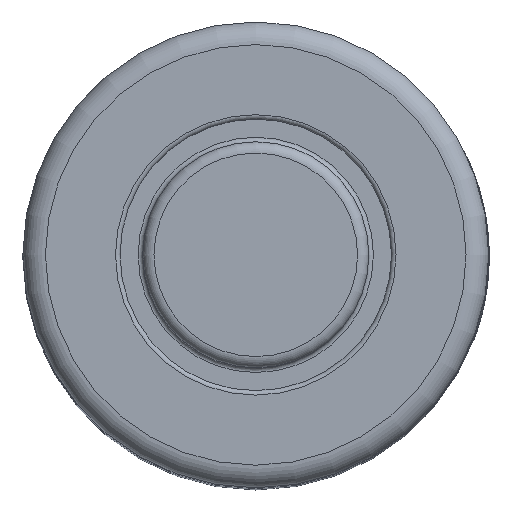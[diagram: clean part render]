
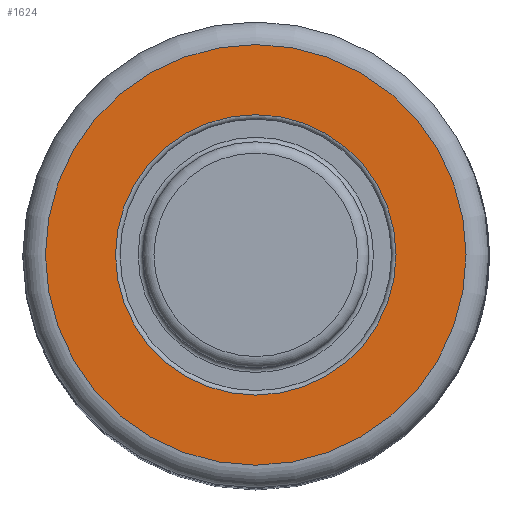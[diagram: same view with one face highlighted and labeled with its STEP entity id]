
A CAD part, top view. The second image highlights one B-rep face of the part: STEP entity #1624.
In plain terms, the highlighted planar face has unit normal (0, 0, 1).
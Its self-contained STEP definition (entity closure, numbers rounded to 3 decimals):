
#38=PLANE('',#1725);
#113=CIRCLE('',#1726,3.1);
#114=CIRCLE('',#1727,4.649);
#215=ORIENTED_EDGE('',*,*,#539,.T.);
#216=ORIENTED_EDGE('',*,*,#540,.T.);
#539=EDGE_CURVE('',#701,#701,#113,.T.);
#540=EDGE_CURVE('',#702,#702,#114,.F.);
#701=VERTEX_POINT('',#3061);
#702=VERTEX_POINT('',#3063);
#928=EDGE_LOOP('',(#215));
#929=EDGE_LOOP('',(#216));
#1021=FACE_BOUND('',#928,.T.);
#1022=FACE_BOUND('',#929,.T.);
#1624=ADVANCED_FACE('',(#1021,#1022),#38,.F.);
#1725=AXIS2_PLACEMENT_3D('',#3059,#1889,#1890);
#1726=AXIS2_PLACEMENT_3D('',#3060,#1891,#1892);
#1727=AXIS2_PLACEMENT_3D('',#3062,#1893,#1894);
#1889=DIRECTION('',(0.,0.,-1.));
#1890=DIRECTION('',(-1.,0.,0.));
#1891=DIRECTION('',(0.,0.,-1.));
#1892=DIRECTION('',(-1.,0.,0.));
#1893=DIRECTION('',(0.,0.,-1.));
#1894=DIRECTION('',(-1.,0.,0.));
#3059=CARTESIAN_POINT('',(0.,0.,27.5));
#3060=CARTESIAN_POINT('',(0.,0.,27.5));
#3061=CARTESIAN_POINT('',(-3.1,0.,27.5));
#3062=CARTESIAN_POINT('',(0.,0.,27.5));
#3063=CARTESIAN_POINT('',(-4.649,0.,27.5));
